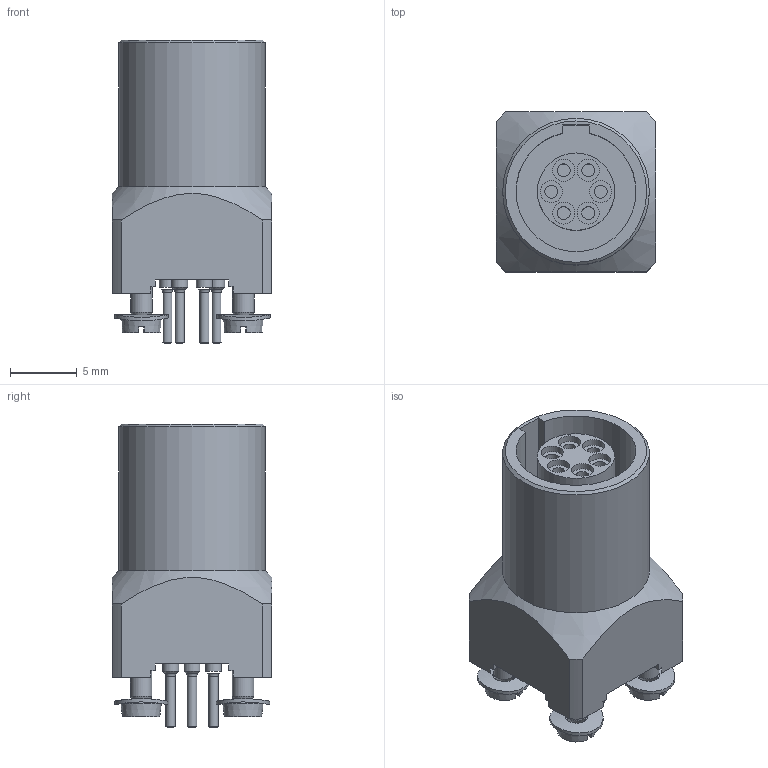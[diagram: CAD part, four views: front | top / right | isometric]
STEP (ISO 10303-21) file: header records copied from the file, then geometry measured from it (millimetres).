
FILE_DESCRIPTION(/* description */ ('STEP AP242','CAx-IF Rec.Pracs.---Representation and Presentation of Product Manufacturing Information (PMI)---4.0---2014-10-13'),/* implementation_level */ '2;1');
FILE_NAME(/* name */ 'LEMO_EZG.1B.306.CLN.stp',/* time_stamp */ '2026-01-29T12:27:29+11:00',/* author */ ('User'),/* organization */ ('TraceParts S.A.S.'),/* preprocessor_version */ 'ST-DEVELOPER v19.2',/* originating_system */ 'Autodesk Inventor 2024',/* authorisation */ ' ');
FILE_SCHEMA (('AP242_MANAGED_MODEL_BASED_3D_ENGINEERING_MIM_LF { 1 0 10303 442 1 1 4 }'));
Length unit declared in the file: millimetre
Products named in the file (1): LEMO_EZG.1B.306.CLN
Bounding box: 12 x 12 x 22.8 mm (x, y, z)
Volume: 1764.1 mm3; surface area: 2697.6 mm2
Topology: 12 solids, 12 shells, 177 faces, 413 edges, 277 vertices
Faces by surface type: plane 80, cylinder 65, cone 22, torus 10
Full cylindrical faces by diameter (mm): 0.7 x6, 0.971 x6, 1.2 x6, 1.6 x4, 1.65 x12, 1.7 x4, 4 x4, 5.8 x1, 11 x1
Entity records: 5838 total; most frequent: CARTESIAN_POINT 1471, DIRECTION 934, ORIENTED_EDGE 826, EDGE_CURVE 413, AXIS2_PLACEMENT_3D 383, VERTEX_POINT 277, EDGE_LOOP 222, CIRCLE 192
